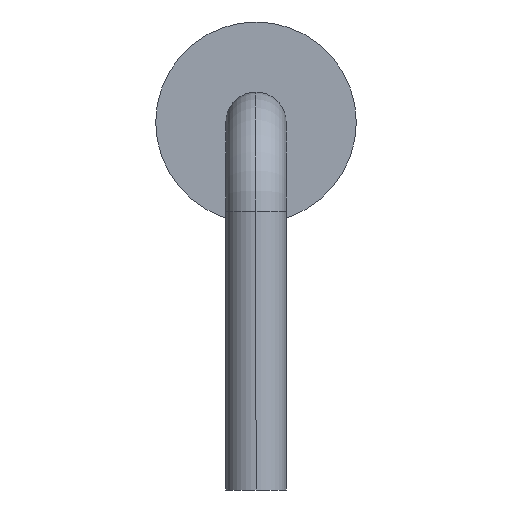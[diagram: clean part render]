
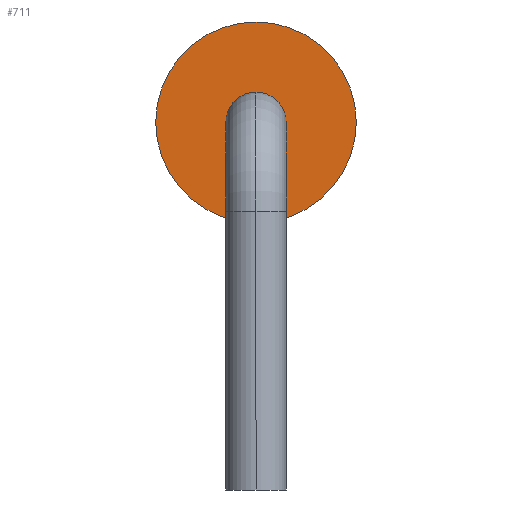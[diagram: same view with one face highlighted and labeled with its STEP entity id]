
A CAD part, left-side view. The second image highlights one B-rep face of the part: STEP entity #711.
In plain terms, the highlighted planar face has unit normal (-1, 0, 0).
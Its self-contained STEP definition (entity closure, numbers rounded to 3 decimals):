
#643=CARTESIAN_POINT('',(-5.3,1.35,1.35));
#644=VERTEX_POINT('',#643);
#660=CARTESIAN_POINT('',(-5.3,-1.35,1.35));
#661=VERTEX_POINT('',#660);
#668=CARTESIAN_POINT('',(-5.3,0.0,1.35));
#669=DIRECTION('',(1.0,0.0,0.0));
#670=DIRECTION('',(0.0,1.0,0.0));
#671=AXIS2_PLACEMENT_3D('',#668,#669,#670);
#672=CIRCLE('',#671,1.35);
#673=EDGE_CURVE('',#661,#644,#672,.T.);
#684=CARTESIAN_POINT('',(-5.3,0.0,1.35));
#685=DIRECTION('',(1.0,0.0,0.0));
#686=DIRECTION('',(0.0,1.0,0.0));
#687=AXIS2_PLACEMENT_3D('',#684,#685,#686);
#688=CIRCLE('',#687,1.35);
#689=EDGE_CURVE('',#644,#661,#688,.T.);
#702=CARTESIAN_POINT('',(-5.3,0.0,1.35));
#703=DIRECTION('',(1.0,0.0,0.0));
#704=DIRECTION('',(0.0,0.0,-1.0));
#705=AXIS2_PLACEMENT_3D('',#702,#703,#704);
#706=PLANE('',#705);
#707=ORIENTED_EDGE('',*,*,#689,.F.);
#708=ORIENTED_EDGE('',*,*,#673,.F.);
#709=EDGE_LOOP('',(#707,#708));
#710=FACE_OUTER_BOUND('',#709,.T.);
#711=ADVANCED_FACE('',(#710),#706,.F.);
